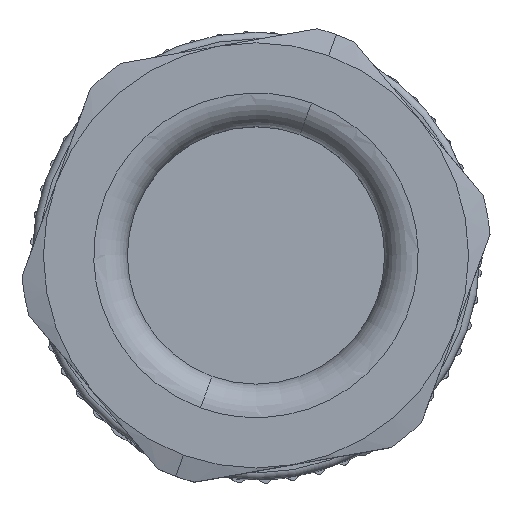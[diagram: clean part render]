
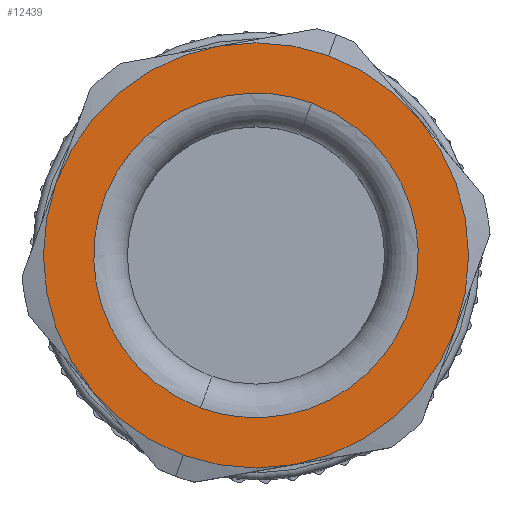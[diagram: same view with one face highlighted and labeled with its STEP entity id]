
A CAD part, top view. The second image highlights one B-rep face of the part: STEP entity #12439.
In plain terms, the highlighted planar face has unit normal (0, 0, 1).
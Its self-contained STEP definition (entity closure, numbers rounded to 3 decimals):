
#12161=AXIS2_PLACEMENT_3D('Circle Axis2P3D',#12159,#12160,$) ;
#12185=AXIS2_PLACEMENT_3D('Circle Axis2P3D',#12183,#12184,$) ;
#12202=AXIS2_PLACEMENT_3D('Circle Axis2P3D',#12200,#12201,$) ;
#12219=AXIS2_PLACEMENT_3D('Circle Axis2P3D',#12217,#12218,$) ;
#12236=AXIS2_PLACEMENT_3D('Circle Axis2P3D',#12234,#12235,$) ;
#12260=AXIS2_PLACEMENT_3D('Circle Axis2P3D',#12258,#12259,$) ;
#12277=AXIS2_PLACEMENT_3D('Circle Axis2P3D',#12275,#12276,$) ;
#12294=AXIS2_PLACEMENT_3D('Circle Axis2P3D',#12292,#12293,$) ;
#12367=AXIS2_PLACEMENT_3D('Plane Axis2P3D',#12364,#12365,#12366) ;
#11698=CARTESIAN_POINT('Vertex',(8.807,19.488,65.5)) ;
#11791=CARTESIAN_POINT('Vertex',(17.734,16.239,65.5)) ;
#11853=CARTESIAN_POINT('Vertex',(19.384,6.883,65.5)) ;
#11915=CARTESIAN_POINT('Vertex',(12.106,0.777,65.5)) ;
#12001=CARTESIAN_POINT('Vertex',(3.179,4.026,65.5)) ;
#12063=CARTESIAN_POINT('Vertex',(1.53,13.381,65.5)) ;
#12159=CARTESIAN_POINT('Axis2P3D Location',(10.457,10.132,65.5)) ;
#12180=CARTESIAN_POINT('Vertex',(13.706,19.059,65.5)) ;
#12183=CARTESIAN_POINT('Axis2P3D Location',(10.457,10.132,65.5)) ;
#12200=CARTESIAN_POINT('Axis2P3D Location',(10.457,10.132,65.5)) ;
#12217=CARTESIAN_POINT('Axis2P3D Location',(10.457,10.132,65.5)) ;
#12234=CARTESIAN_POINT('Axis2P3D Location',(10.457,10.132,65.5)) ;
#12255=CARTESIAN_POINT('Vertex',(7.207,1.205,65.5)) ;
#12258=CARTESIAN_POINT('Axis2P3D Location',(10.457,10.132,65.5)) ;
#12275=CARTESIAN_POINT('Axis2P3D Location',(10.457,10.132,65.5)) ;
#12292=CARTESIAN_POINT('Axis2P3D Location',(10.457,10.132,65.5)) ;
#12364=CARTESIAN_POINT('Axis2P3D Location',(10.457,10.132,65.5)) ;
#12380=CARTESIAN_POINT('Control Point',(7.977,3.319,65.5)) ;
#12381=CARTESIAN_POINT('Control Point',(7.357,3.545,65.5)) ;
#12382=CARTESIAN_POINT('Control Point',(6.763,3.841,65.5)) ;
#12383=CARTESIAN_POINT('Control Point',(6.205,4.204,65.5)) ;
#12384=CARTESIAN_POINT('Control Point',(5.182,5.05,65.5)) ;
#12385=CARTESIAN_POINT('Control Point',(4.375,6.103,65.5)) ;
#12386=CARTESIAN_POINT('Control Point',(4.033,6.674,65.5)) ;
#12387=CARTESIAN_POINT('Control Point',(3.485,7.884,65.5)) ;
#12388=CARTESIAN_POINT('Control Point',(3.223,9.185,65.5)) ;
#12389=CARTESIAN_POINT('Control Point',(3.167,9.848,65.5)) ;
#12390=CARTESIAN_POINT('Control Point',(3.206,11.175,65.5)) ;
#12391=CARTESIAN_POINT('Control Point',(3.543,12.459,65.5)) ;
#12392=CARTESIAN_POINT('Control Point',(3.783,13.08,65.5)) ;
#12393=CARTESIAN_POINT('Control Point',(4.402,14.254,65.5)) ;
#12394=CARTESIAN_POINT('Control Point',(5.268,15.26,65.5)) ;
#12395=CARTESIAN_POINT('Control Point',(5.757,15.712,65.5)) ;
#12396=CARTESIAN_POINT('Control Point',(6.828,16.495,65.5)) ;
#12397=CARTESIAN_POINT('Control Point',(8.048,17.019,65.5)) ;
#12398=CARTESIAN_POINT('Control Point',(8.686,17.209,65.5)) ;
#12399=CARTESIAN_POINT('Control Point',(9.932,17.432,65.5)) ;
#12400=CARTESIAN_POINT('Control Point',(11.195,17.382,65.5)) ;
#12401=CARTESIAN_POINT('Control Point',(11.791,17.296,65.5)) ;
#12402=CARTESIAN_POINT('Control Point',(12.374,17.15,65.5)) ;
#12403=CARTESIAN_POINT('Control Point',(12.936,16.945,65.5)) ;
#12404=CARTESIAN_POINT('Vertex',(7.977,3.319,65.5)) ;
#12406=CARTESIAN_POINT('Vertex',(12.936,16.945,65.5)) ;
#12410=CARTESIAN_POINT('Control Point',(12.936,16.945,65.5)) ;
#12411=CARTESIAN_POINT('Control Point',(13.556,16.719,65.5)) ;
#12412=CARTESIAN_POINT('Control Point',(14.15,16.423,65.5)) ;
#12413=CARTESIAN_POINT('Control Point',(14.708,16.061,65.5)) ;
#12414=CARTESIAN_POINT('Control Point',(15.731,15.215,65.5)) ;
#12415=CARTESIAN_POINT('Control Point',(16.539,14.161,65.5)) ;
#12416=CARTESIAN_POINT('Control Point',(16.88,13.59,65.5)) ;
#12417=CARTESIAN_POINT('Control Point',(17.428,12.381,65.5)) ;
#12418=CARTESIAN_POINT('Control Point',(17.69,11.079,65.5)) ;
#12419=CARTESIAN_POINT('Control Point',(17.746,10.416,65.5)) ;
#12420=CARTESIAN_POINT('Control Point',(17.707,9.089,65.5)) ;
#12421=CARTESIAN_POINT('Control Point',(17.371,7.805,65.5)) ;
#12422=CARTESIAN_POINT('Control Point',(17.13,7.185,65.5)) ;
#12423=CARTESIAN_POINT('Control Point',(16.512,6.01,65.5)) ;
#12424=CARTESIAN_POINT('Control Point',(15.645,5.004,65.5)) ;
#12425=CARTESIAN_POINT('Control Point',(15.157,4.553,65.5)) ;
#12426=CARTESIAN_POINT('Control Point',(14.085,3.769,65.5)) ;
#12427=CARTESIAN_POINT('Control Point',(12.865,3.246,65.5)) ;
#12428=CARTESIAN_POINT('Control Point',(12.227,3.055,65.5)) ;
#12429=CARTESIAN_POINT('Control Point',(10.981,2.833,65.5)) ;
#12430=CARTESIAN_POINT('Control Point',(9.718,2.883,65.5)) ;
#12431=CARTESIAN_POINT('Control Point',(9.122,2.968,65.5)) ;
#12432=CARTESIAN_POINT('Control Point',(8.539,3.115,65.5)) ;
#12433=CARTESIAN_POINT('Control Point',(7.977,3.319,65.5)) ;
#12160=DIRECTION('Axis2P3D Direction',(0.,0.,-1.)) ;
#12184=DIRECTION('Axis2P3D Direction',(0.,0.,-1.)) ;
#12201=DIRECTION('Axis2P3D Direction',(0.,0.,-1.)) ;
#12218=DIRECTION('Axis2P3D Direction',(0.,0.,-1.)) ;
#12235=DIRECTION('Axis2P3D Direction',(0.,0.,-1.)) ;
#12259=DIRECTION('Axis2P3D Direction',(0.,0.,-1.)) ;
#12276=DIRECTION('Axis2P3D Direction',(0.,0.,-1.)) ;
#12293=DIRECTION('Axis2P3D Direction',(0.,0.,-1.)) ;
#12365=DIRECTION('Axis2P3D Direction',(0.,0.,1.)) ;
#12366=DIRECTION('Axis2P3D XDirection',(-0.342,-0.94,0.)) ;
#12370=ORIENTED_EDGE('',*,*,#12163,.T.) ;
#12371=ORIENTED_EDGE('',*,*,#12296,.T.) ;
#12372=ORIENTED_EDGE('',*,*,#12279,.T.) ;
#12373=ORIENTED_EDGE('',*,*,#12262,.T.) ;
#12374=ORIENTED_EDGE('',*,*,#12238,.T.) ;
#12375=ORIENTED_EDGE('',*,*,#12221,.T.) ;
#12376=ORIENTED_EDGE('',*,*,#12204,.T.) ;
#12377=ORIENTED_EDGE('',*,*,#12187,.T.) ;
#12436=ORIENTED_EDGE('',*,*,#12408,.T.) ;
#12437=ORIENTED_EDGE('',*,*,#12434,.T.) ;
#12438=FACE_BOUND('',#12435,.T.) ;
#12439=ADVANCED_FACE('Hauptkoerper',(#12378,#12438),#12368,.T.) ;
#12379=B_SPLINE_CURVE_WITH_KNOTS('',5,(#12380,#12381,#12382,#12383,#12384,#12385,#12386,#12387,#12388,#12389,#12390,#12391,#12392,#12393,#12394,#12395,#12396,#12397,#12398,#12399,#12400,#12401,#12402,#12403),.UNSPECIFIED.,.F.,.U.,(6,3,3,3,3,3,3,6),(0.,4.664,9.327,13.991,18.655,23.318,27.982,32.211),.UNSPECIFIED.) ;
#12409=B_SPLINE_CURVE_WITH_KNOTS('',5,(#12410,#12411,#12412,#12413,#12414,#12415,#12416,#12417,#12418,#12419,#12420,#12421,#12422,#12423,#12424,#12425,#12426,#12427,#12428,#12429,#12430,#12431,#12432,#12433),.UNSPECIFIED.,.F.,.U.,(6,3,3,3,3,3,3,6),(0.,4.664,9.327,13.991,18.655,23.318,27.982,32.211),.UNSPECIFIED.) ;
#12162=CIRCLE('generated circle',#12161,9.5) ;
#12186=CIRCLE('generated circle',#12185,9.5) ;
#12203=CIRCLE('generated circle',#12202,9.5) ;
#12220=CIRCLE('generated circle',#12219,9.5) ;
#12237=CIRCLE('generated circle',#12236,9.5) ;
#12261=CIRCLE('generated circle',#12260,9.5) ;
#12278=CIRCLE('generated circle',#12277,9.5) ;
#12295=CIRCLE('generated circle',#12294,9.5) ;
#12163=EDGE_CURVE('',#11699,#12064,#12162,.F.) ;
#12187=EDGE_CURVE('',#12181,#11699,#12186,.F.) ;
#12204=EDGE_CURVE('',#11792,#12181,#12203,.F.) ;
#12221=EDGE_CURVE('',#11854,#11792,#12220,.F.) ;
#12238=EDGE_CURVE('',#11916,#11854,#12237,.F.) ;
#12262=EDGE_CURVE('',#12256,#11916,#12261,.F.) ;
#12279=EDGE_CURVE('',#12002,#12256,#12278,.F.) ;
#12296=EDGE_CURVE('',#12064,#12002,#12295,.F.) ;
#12408=EDGE_CURVE('',#12405,#12407,#12379,.T.) ;
#12434=EDGE_CURVE('',#12407,#12405,#12409,.T.) ;
#12369=EDGE_LOOP('',(#12370,#12371,#12372,#12373,#12374,#12375,#12376,#12377)) ;
#12435=EDGE_LOOP('',(#12436,#12437)) ;
#12378=FACE_OUTER_BOUND('',#12369,.T.) ;
#12368=PLANE('',#12367) ;
#11699=VERTEX_POINT('',#11698) ;
#11792=VERTEX_POINT('',#11791) ;
#11854=VERTEX_POINT('',#11853) ;
#11916=VERTEX_POINT('',#11915) ;
#12002=VERTEX_POINT('',#12001) ;
#12064=VERTEX_POINT('',#12063) ;
#12181=VERTEX_POINT('',#12180) ;
#12256=VERTEX_POINT('',#12255) ;
#12405=VERTEX_POINT('',#12404) ;
#12407=VERTEX_POINT('',#12406) ;
